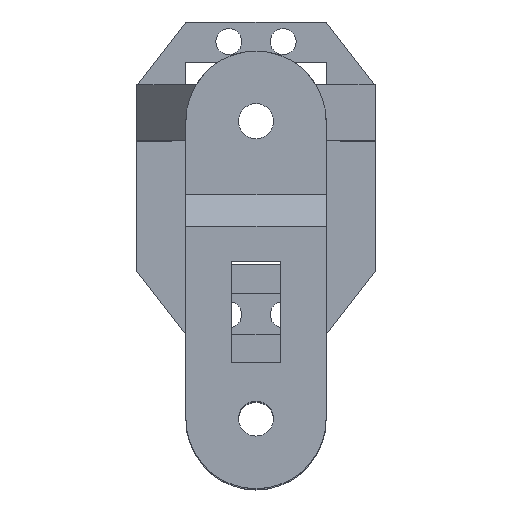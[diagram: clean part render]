
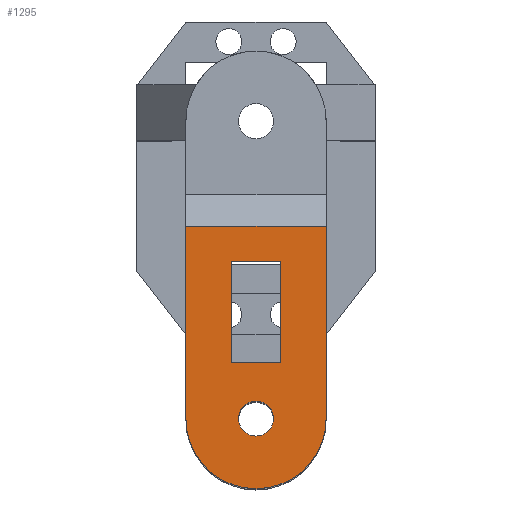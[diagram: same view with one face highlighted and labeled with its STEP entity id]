
A CAD part, top view. The second image highlights one B-rep face of the part: STEP entity #1295.
In plain terms, the highlighted planar face has unit normal (0, 0, 1).
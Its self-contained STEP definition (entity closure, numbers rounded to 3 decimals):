
#18=FACE_BOUND('',#165,.T.);
#19=FACE_BOUND('',#166,.T.);
#39=PLANE('',#1382);
#98=FACE_OUTER_BOUND('',#164,.T.);
#164=EDGE_LOOP('',(#939,#940,#941,#942));
#165=EDGE_LOOP('',(#943,#944,#945,#946));
#166=EDGE_LOOP('',(#947));
#240=LINE('',#1815,#406);
#246=LINE('',#1836,#412);
#251=LINE('',#1845,#417);
#259=LINE('',#1862,#425);
#260=LINE('',#1864,#426);
#261=LINE('',#1865,#427);
#262=LINE('',#1866,#428);
#406=VECTOR('',#1472,10.);
#412=VECTOR('',#1492,10.);
#417=VECTOR('',#1499,10.);
#425=VECTOR('',#1513,10.);
#426=VECTOR('',#1514,10.);
#427=VECTOR('',#1515,10.);
#428=VECTOR('',#1516,10.);
#569=CIRCLE('',#1367,12.7);
#571=CIRCLE('',#1370,3.175);
#590=VERTEX_POINT('',#1799);
#591=VERTEX_POINT('',#1801);
#593=VERTEX_POINT('',#1807);
#594=VERTEX_POINT('',#1811);
#596=VERTEX_POINT('',#1814);
#604=VERTEX_POINT('',#1835);
#607=VERTEX_POINT('',#1843);
#613=VERTEX_POINT('',#1861);
#614=VERTEX_POINT('',#1863);
#714=EDGE_CURVE('',#591,#590,#569,.T.);
#718=EDGE_CURVE('',#593,#593,#571,.T.);
#720=EDGE_CURVE('',#596,#594,#240,.T.);
#730=EDGE_CURVE('',#604,#596,#246,.T.);
#735=EDGE_CURVE('',#594,#607,#251,.T.);
#743=EDGE_CURVE('',#613,#591,#259,.T.);
#744=EDGE_CURVE('',#590,#614,#260,.T.);
#745=EDGE_CURVE('',#614,#613,#261,.T.);
#746=EDGE_CURVE('',#607,#604,#262,.T.);
#939=ORIENTED_EDGE('',*,*,#743,.T.);
#940=ORIENTED_EDGE('',*,*,#714,.T.);
#941=ORIENTED_EDGE('',*,*,#744,.T.);
#942=ORIENTED_EDGE('',*,*,#745,.T.);
#943=ORIENTED_EDGE('',*,*,#735,.T.);
#944=ORIENTED_EDGE('',*,*,#746,.T.);
#945=ORIENTED_EDGE('',*,*,#730,.T.);
#946=ORIENTED_EDGE('',*,*,#720,.T.);
#947=ORIENTED_EDGE('',*,*,#718,.T.);
#1295=ADVANCED_FACE('',(#98,#18,#19),#39,.T.);
#1367=AXIS2_PLACEMENT_3D('',#1802,#1459,#1460);
#1370=AXIS2_PLACEMENT_3D('',#1809,#1467,#1468);
#1382=AXIS2_PLACEMENT_3D('',#1860,#1511,#1512);
#1459=DIRECTION('center_axis',(0.,0.,1.));
#1460=DIRECTION('ref_axis',(1.,0.,0.));
#1467=DIRECTION('center_axis',(0.,0.,-1.));
#1468=DIRECTION('ref_axis',(-1.,0.,0.));
#1472=DIRECTION('',(-1.,0.,0.));
#1492=DIRECTION('',(0.,-1.,0.));
#1499=DIRECTION('',(0.,1.,0.));
#1511=DIRECTION('center_axis',(0.,0.,1.));
#1512=DIRECTION('ref_axis',(1.,0.,0.));
#1513=DIRECTION('',(0.,-1.,0.));
#1514=DIRECTION('',(0.,1.,0.));
#1515=DIRECTION('',(-1.,0.,0.));
#1516=DIRECTION('',(1.,0.,0.));
#1799=CARTESIAN_POINT('',(12.7,0.,136.804));
#1801=CARTESIAN_POINT('',(-12.7,0.,136.804));
#1802=CARTESIAN_POINT('Origin',(0.,0.,136.804));
#1807=CARTESIAN_POINT('',(3.175,0.,136.804));
#1809=CARTESIAN_POINT('Origin',(0.,0.,136.804));
#1811=CARTESIAN_POINT('',(-4.445,10.16,136.804));
#1814=CARTESIAN_POINT('',(4.445,10.16,136.804));
#1815=CARTESIAN_POINT('',(-12.637,10.16,136.804));
#1835=CARTESIAN_POINT('',(4.445,28.461,136.804));
#1836=CARTESIAN_POINT('',(4.445,22.111,136.804));
#1843=CARTESIAN_POINT('',(-4.445,28.461,136.804));
#1845=CARTESIAN_POINT('',(-4.445,4.966,136.804));
#1860=CARTESIAN_POINT('Origin',(0.,15.761,136.804));
#1861=CARTESIAN_POINT('',(-12.7,34.811,136.804));
#1862=CARTESIAN_POINT('',(-12.7,53.861,136.804));
#1863=CARTESIAN_POINT('',(12.7,34.811,136.804));
#1864=CARTESIAN_POINT('',(12.7,-22.339,136.804));
#1865=CARTESIAN_POINT('',(6.35,34.811,136.804));
#1866=CARTESIAN_POINT('',(-2.223,28.461,136.804));
